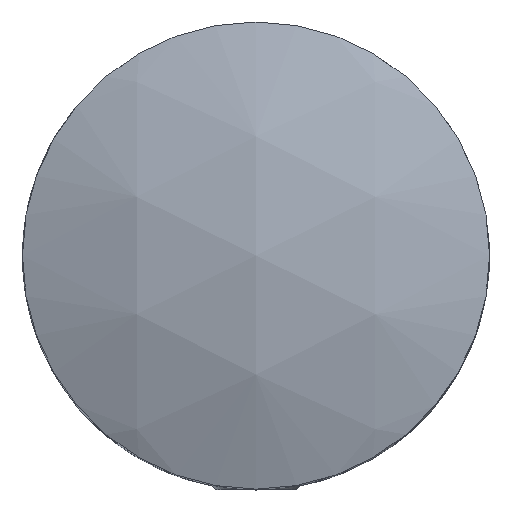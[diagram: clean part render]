
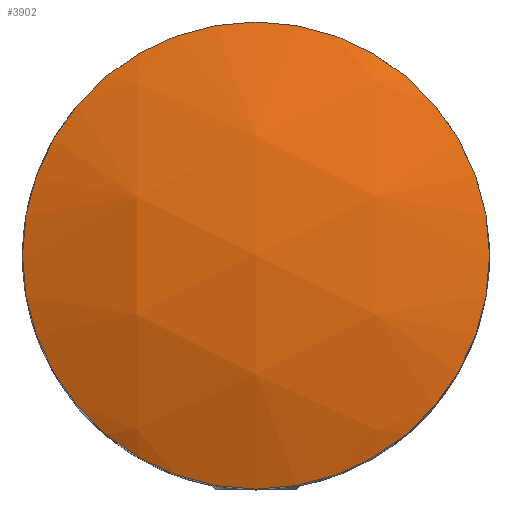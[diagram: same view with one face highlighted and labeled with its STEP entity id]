
A CAD part, top view. The second image highlights one B-rep face of the part: STEP entity #3902.
In plain terms, the highlighted spherical face has radius 28 mm.
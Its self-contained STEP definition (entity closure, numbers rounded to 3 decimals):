
#2691 = CARTESIAN_POINT ( 'NONE',  ( 0., 0., -2. ) ) ;
#3902 = ADVANCED_FACE ( 'NONE', ( #5444 ), #4659, .T. ) ;
#4659 = SPHERICAL_SURFACE ( 'NONE', #18433, 28. ) ;
#5221 = DIRECTION ( 'NONE',  ( 1., 0., 0. ) ) ;
#5372 = DIRECTION ( 'NONE',  ( 0., 0., 1. ) ) ;
#5444 = FACE_OUTER_BOUND ( 'NONE', #22012, .T. ) ;
#5908 = CARTESIAN_POINT ( 'NONE',  ( 11., 0., 23.749 ) ) ;
#8988 = CIRCLE ( 'NONE', #15110, 11. ) ;
#10611 = VERTEX_POINT ( 'NONE', #5908 ) ;
#14849 = DIRECTION ( 'NONE',  ( -1., 0., 0. ) ) ;
#15110 = AXIS2_PLACEMENT_3D ( 'NONE', #15634, #5372, #5221 ) ;
#15634 = CARTESIAN_POINT ( 'NONE',  ( 0., 0., 23.749 ) ) ;
#18082 = EDGE_CURVE ( 'NONE', #10611, #10611, #8988, .T. ) ;
#18433 = AXIS2_PLACEMENT_3D ( 'NONE', #2691, #14849, #20100 ) ;
#18922 = ORIENTED_EDGE ( 'NONE', *, *, #18082, .T. ) ;
#20100 = DIRECTION ( 'NONE',  ( 0., 1., 0. ) ) ;
#22012 = EDGE_LOOP ( 'NONE', ( #18922 ) ) ;
